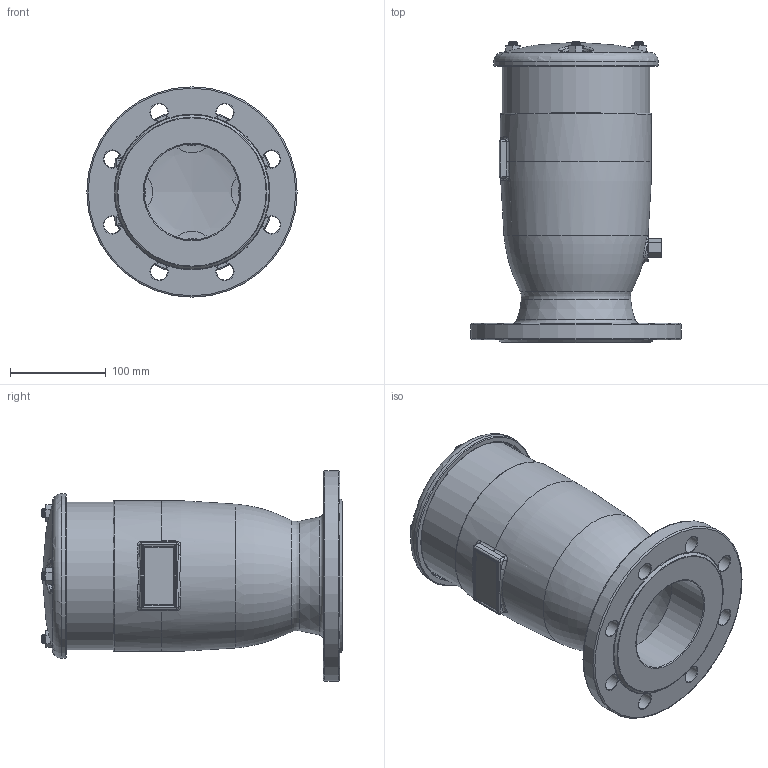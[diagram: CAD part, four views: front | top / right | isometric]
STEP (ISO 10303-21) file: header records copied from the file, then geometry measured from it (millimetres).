
FILE_DESCRIPTION (( 'STEP AP214' ), '1' );
FILE_NAME ('complessivo FOX DN80.STEP', '2017-01-10T15:58:53', ( '' ), ( '' ), 'SwSTEP 2.0', 'SolidWorks 2017', '' );
FILE_SCHEMA (( 'AUTOMOTIVE_DESIGN' ));
Length unit declared in the file: millimetre
Products named in the file (2): complessivo FOX DN80
Bounding box: 220 x 315 x 220 mm (x, y, z)
Surface area: 281654.3 mm2 (no closed solid volume)
Topology: 0 solids, 22 shells, 264 faces, 688 edges, 421 vertices
Faces by surface type: plane 67, cone 48, bspline 48, torus 47, cylinder 46, sphere 8
Full cylindrical faces by diameter (mm): 7.5 x1, 10 x8, 18 x8, 100 x1, 154 x1, 158 x2, 172 x1, 220 x1
Entity records: 14631 total; most frequent: CARTESIAN_POINT 6130, DIRECTION 1109, ORIENTED_EDGE 1064, EDGE_CURVE 603, AXIS2_PLACEMENT_3D 509, VERTEX_POINT 400, EDGE_LOOP 350, FACE_OUTER_BOUND 307
